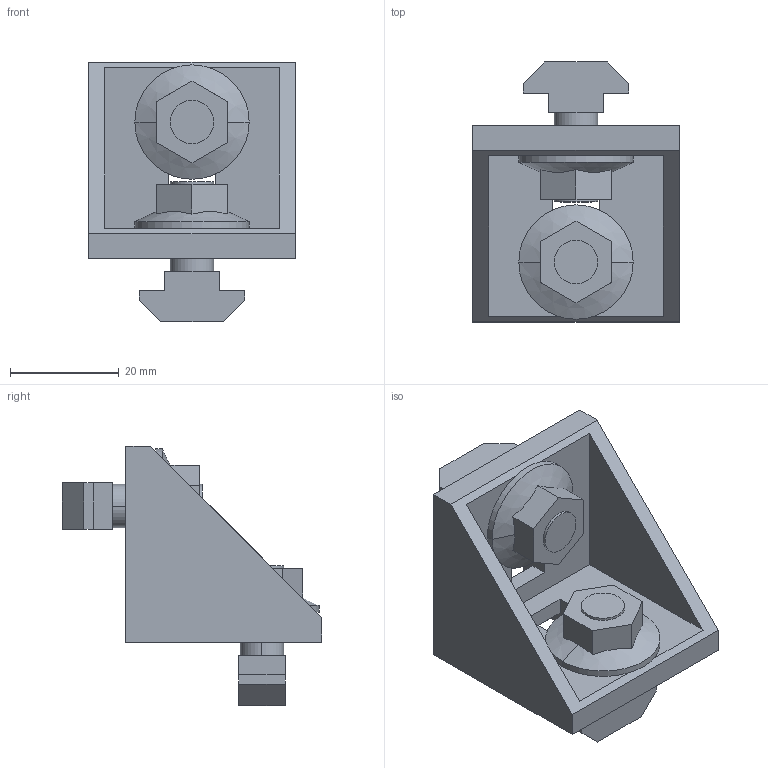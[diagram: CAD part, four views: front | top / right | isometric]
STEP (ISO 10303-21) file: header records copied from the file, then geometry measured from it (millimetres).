
FILE_DESCRIPTION(('STEP AP203'),'1');
FILE_NAME('cctmp_F1C81E64-57E7-43CA-AA49-B14259A2990E_2025_06_04_05_06_50_0565_25560..stp','2025-06-04T11:06:50',('KiM GmbH'),('CADClick - www.CADClick.com'),'Spatial InterOp 3D',' ','unknown authorization');
FILE_SCHEMA(('CONFIG_CONTROL_DESIGN'));
Length unit declared in the file: millimetre
Products named in the file (3): 1; 2; 3
Bounding box: 38 x 47.7 x 47.7 mm (x, y, z)
Volume: 20273.7 mm3; surface area: 11340 mm2
Topology: 3 solids, 3 shells, 87 faces, 218 edges, 144 vertices
Faces by surface type: plane 71, cylinder 12, cone 4
Entity records: 2688 total; most frequent: CARTESIAN_POINT 484, ORIENTED_EDGE 436, DIRECTION 406, EDGE_CURVE 218, LINE 178, VECTOR 178, VERTEX_POINT 144, AXIS2_PLACEMENT_3D 114
